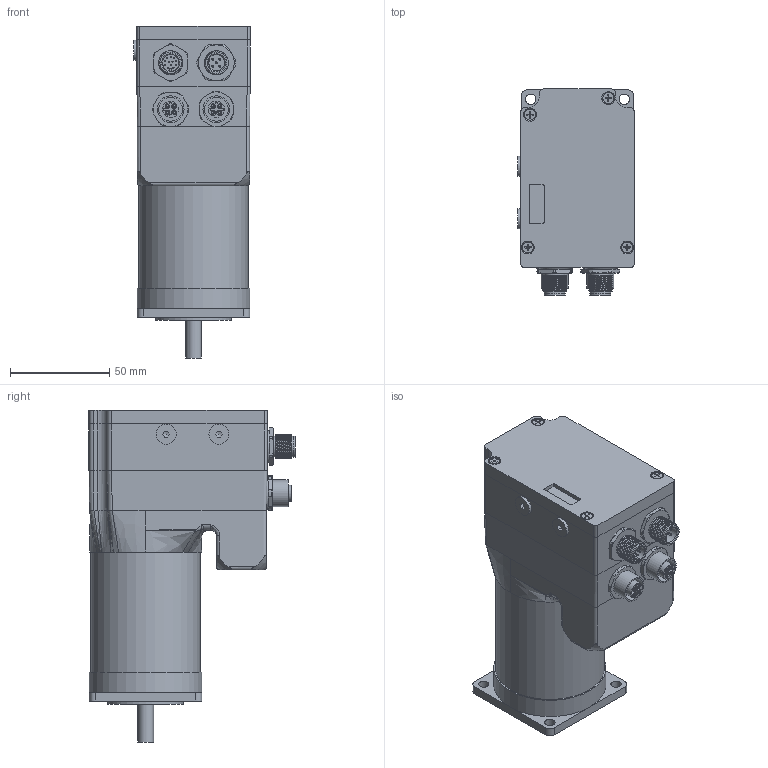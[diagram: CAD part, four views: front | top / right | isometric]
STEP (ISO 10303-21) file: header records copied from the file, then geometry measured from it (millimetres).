
FILE_DESCRIPTION(/* description */ (''),/* implementation_level */ '2;1');
FILE_NAME(/* name */ 'Bauteil8.stp',/* time_stamp */ '2022-02-09T14:20:30+01:00',/* author */ ('angelika.schneid'),/* organization */ (''),/* preprocessor_version */ 'ST-DEVELOPER v17.2',/* originating_system */ 'Autodesk Inventor 2019',/* authorisation */ '');
FILE_SCHEMA (('AUTOMOTIVE_DESIGN { 1 0 10303 214 3 1 1 }'));
Length unit declared in the file: millimetre
Products named in the file (1): Bauteil8
Bounding box: 58.5 x 103.7 x 167.1 mm (x, y, z)
Volume: 346370.1 mm3; surface area: 93737.4 mm2
Topology: 16 solids, 16 shells, 1168 faces, 3266 edges, 2193 vertices
Faces by surface type: plane 472, cylinder 381, cone 186, bspline 79, torus 26, sphere 24
Full cylindrical faces by diameter (mm): 0.6 x12, 1 x17, 1.2 x8, 1.6 x13, 2.459 x6, 2.693 x4, 3 x4, 3.4 x8, 4.917 x2, 5.2 x4, 5.5 x4, 6 x2, 6.5 x3, 8 x2, 10 x3, 10.4 x2, 10.6 x4, 10.8 x16, 11 x3, 12 x18, 13 x4, 13.5 x2, 15.2 x1, 15.3 x4, 21.5 x1, 38.1 x1, 55 x1, 56.6 x1
Entity records: 47478 total; most frequent: CARTESIAN_POINT 16533, ORIENTED_EDGE 6454, DIRECTION 6109, EDGE_CURVE 3227, AXIS2_PLACEMENT_3D 2337, VERTEX_POINT 2191, LINE 1435, VECTOR 1435
